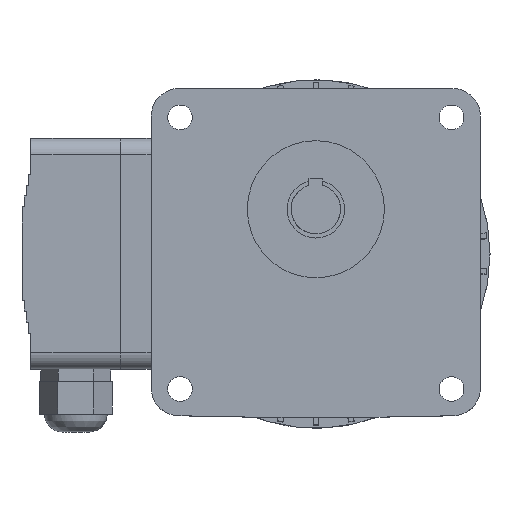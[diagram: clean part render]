
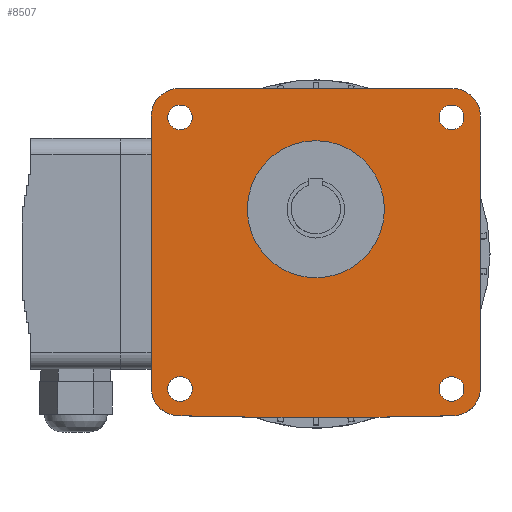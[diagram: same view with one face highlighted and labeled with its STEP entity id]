
A CAD part, top view. The second image highlights one B-rep face of the part: STEP entity #8507.
In plain terms, the highlighted planar face has unit normal (0, 0, 1).
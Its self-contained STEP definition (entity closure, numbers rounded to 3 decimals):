
#19=PLANE($,#9088);
#485=FACE_BOUND($,#1097,.T.);
#486=FACE_BOUND($,#1098,.T.);
#487=FACE_BOUND($,#1099,.T.);
#488=FACE_BOUND($,#1100,.T.);
#489=FACE_BOUND($,#1101,.T.);
#582=FACE_OUTER_BOUND($,#1096,.T.);
#1096=EDGE_LOOP($,(#6129,#6130,#6131,#6132,#6133,#6134,#6135,#6136));
#1097=EDGE_LOOP($,(#6137));
#1098=EDGE_LOOP($,(#6138));
#1099=EDGE_LOOP($,(#6139));
#1100=EDGE_LOOP($,(#6140));
#1101=EDGE_LOOP($,(#6141));
#1715=LINE($,#12407,#2748);
#1716=LINE($,#12411,#2749);
#1717=LINE($,#12415,#2750);
#2748=VECTOR($,#9934,99.302);
#2749=VECTOR($,#9937,100.);
#2750=VECTOR($,#9940,99.302);
#3728=CIRCLE($,#8998,25.);
#3730=CIRCLE($,#9001,4.5);
#3732=CIRCLE($,#9004,4.5);
#3734=CIRCLE($,#9007,4.5);
#3736=CIRCLE($,#9010,4.5);
#3805=CIRCLE($,#9089,10.);
#3806=CIRCLE($,#9090,10.);
#3807=CIRCLE($,#9091,10.);
#3808=CIRCLE($,#9092,1800.5);
#3809=CIRCLE($,#9093,10.);
#3926=VERTEX_POINT($,#12128);
#3928=VERTEX_POINT($,#12133);
#3930=VERTEX_POINT($,#12138);
#3932=VERTEX_POINT($,#12143);
#3934=VERTEX_POINT($,#12148);
#4057=VERTEX_POINT($,#12405);
#4058=VERTEX_POINT($,#12406);
#4059=VERTEX_POINT($,#12408);
#4060=VERTEX_POINT($,#12410);
#4061=VERTEX_POINT($,#12412);
#4062=VERTEX_POINT($,#12414);
#4063=VERTEX_POINT($,#12416);
#4064=VERTEX_POINT($,#12418);
#4757=EDGE_CURVE($,#3926,#3926,#3728,.T.);
#4759=EDGE_CURVE($,#3928,#3928,#3730,.T.);
#4761=EDGE_CURVE($,#3930,#3930,#3732,.T.);
#4763=EDGE_CURVE($,#3932,#3932,#3734,.T.);
#4765=EDGE_CURVE($,#3934,#3934,#3736,.T.);
#4889=EDGE_CURVE($,#4057,#4058,#1715,.T.);
#4890=EDGE_CURVE($,#4058,#4059,#3805,.T.);
#4891=EDGE_CURVE($,#4059,#4060,#1716,.T.);
#4892=EDGE_CURVE($,#4060,#4061,#3806,.T.);
#4893=EDGE_CURVE($,#4061,#4062,#1717,.T.);
#4894=EDGE_CURVE($,#4062,#4063,#3807,.T.);
#4895=EDGE_CURVE($,#4063,#4064,#3808,.T.);
#4896=EDGE_CURVE($,#4064,#4057,#3809,.T.);
#6129=ORIENTED_EDGE($,*,*,#4889,.T.);
#6130=ORIENTED_EDGE($,*,*,#4890,.T.);
#6131=ORIENTED_EDGE($,*,*,#4891,.T.);
#6132=ORIENTED_EDGE($,*,*,#4892,.T.);
#6133=ORIENTED_EDGE($,*,*,#4893,.T.);
#6134=ORIENTED_EDGE($,*,*,#4894,.T.);
#6135=ORIENTED_EDGE($,*,*,#4895,.T.);
#6136=ORIENTED_EDGE($,*,*,#4896,.T.);
#6137=ORIENTED_EDGE($,*,*,#4759,.T.);
#6138=ORIENTED_EDGE($,*,*,#4757,.F.);
#6139=ORIENTED_EDGE($,*,*,#4761,.T.);
#6140=ORIENTED_EDGE($,*,*,#4763,.F.);
#6141=ORIENTED_EDGE($,*,*,#4765,.F.);
#8507=ADVANCED_FACE($,(#582,#485,#486,#487,#488,#489),#19,.T.);
#8998=AXIS2_PLACEMENT_3D($,#12129,#9697,#9698);
#9001=AXIS2_PLACEMENT_3D($,#12134,#9703,#9704);
#9004=AXIS2_PLACEMENT_3D($,#12139,#9709,#9710);
#9007=AXIS2_PLACEMENT_3D($,#12144,#9715,#9716);
#9010=AXIS2_PLACEMENT_3D($,#12149,#9721,#9722);
#9088=AXIS2_PLACEMENT_3D($,#12404,#9932,#9933);
#9089=AXIS2_PLACEMENT_3D($,#12409,#9935,#9936);
#9090=AXIS2_PLACEMENT_3D($,#12413,#9938,#9939);
#9091=AXIS2_PLACEMENT_3D($,#12417,#9941,#9942);
#9092=AXIS2_PLACEMENT_3D($,#12419,#9943,#9944);
#9093=AXIS2_PLACEMENT_3D($,#12420,#9945,#9946);
#9697=DIRECTION('center_axis',(0.,0.,1.));
#9698=DIRECTION('ref_axis',(1.,0.,0.));
#9703=DIRECTION('center_axis',(0.,0.,-1.));
#9704=DIRECTION('ref_axis',(-1.,0.,0.));
#9709=DIRECTION('center_axis',(0.,0.,-1.));
#9710=DIRECTION('ref_axis',(-1.,0.,0.));
#9715=DIRECTION('center_axis',(0.,0.,1.));
#9716=DIRECTION('ref_axis',(1.,0.,0.));
#9721=DIRECTION('center_axis',(0.,0.,1.));
#9722=DIRECTION('ref_axis',(1.,0.,0.));
#9932=DIRECTION('center_axis',(0.,0.,1.));
#9933=DIRECTION('ref_axis',(1.,0.,0.));
#9934=DIRECTION($,(0.,1.,0.));
#9935=DIRECTION('center_axis',(0.,0.,1.));
#9936=DIRECTION('ref_axis',(1.,0.,0.));
#9937=DIRECTION($,(-1.,0.,0.));
#9938=DIRECTION('center_axis',(0.,0.,1.));
#9939=DIRECTION('ref_axis',(1.,0.,0.));
#9940=DIRECTION($,(0.,-1.,0.));
#9941=DIRECTION('center_axis',(0.,0.,1.));
#9942=DIRECTION('ref_axis',(1.,0.,0.));
#9943=DIRECTION('center_axis',(0.,0.,1.));
#9944=DIRECTION('ref_axis',(1.,0.,0.));
#9945=DIRECTION('center_axis',(0.,0.,1.));
#9946=DIRECTION('ref_axis',(1.,0.,0.));
#12128=CARTESIAN_POINT('',(0.,25.,0.));
#12129=CARTESIAN_POINT('Origin',(0.,0.,0.));
#12133=CARTESIAN_POINT('',(-44.995,-65.5,0.));
#12134=CARTESIAN_POINT('Origin',(-49.495,-65.5,0.));
#12138=CARTESIAN_POINT('',(-44.995,33.5,0.));
#12139=CARTESIAN_POINT('Origin',(-49.495,33.5,0.));
#12143=CARTESIAN_POINT('',(53.995,-65.5,0.));
#12144=CARTESIAN_POINT('Origin',(49.495,-65.5,0.));
#12148=CARTESIAN_POINT('',(53.995,33.5,0.));
#12149=CARTESIAN_POINT('Origin',(49.495,33.5,0.));
#12404=CARTESIAN_POINT('Origin',(0.,1724.505,
0.));
#12405=CARTESIAN_POINT('',(60.,-65.297,0.));
#12406=CARTESIAN_POINT('',(60.,34.005,0.));
#12407=CARTESIAN_POINT($,(60.,44.005,0.));
#12408=CARTESIAN_POINT('',(50.,44.005,0.));
#12409=CARTESIAN_POINT('Origin',(50.,34.005,0.));
#12410=CARTESIAN_POINT('',(-50.,44.005,0.));
#12411=CARTESIAN_POINT($,(-60.,44.005,0.));
#12412=CARTESIAN_POINT('',(-60.,34.005,0.));
#12413=CARTESIAN_POINT('Origin',(-50.,34.005,0.));
#12414=CARTESIAN_POINT('',(-60.,-65.297,0.));
#12415=CARTESIAN_POINT($,(-60.,44.005,0.));
#12416=CARTESIAN_POINT('',(-50.279,-75.293,0.));
#12417=CARTESIAN_POINT('Origin',(-50.,-65.297,0.));
#12418=CARTESIAN_POINT('',(50.279,-75.293,0.));
#12419=CARTESIAN_POINT('Origin',(0.,1724.505,
0.));
#12420=CARTESIAN_POINT('Origin',(50.,-65.297,0.));
